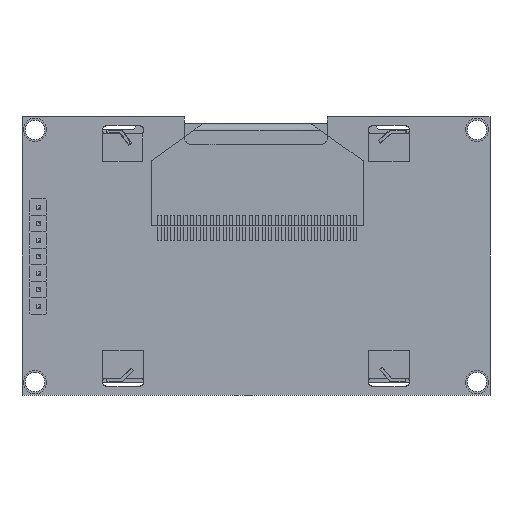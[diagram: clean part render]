
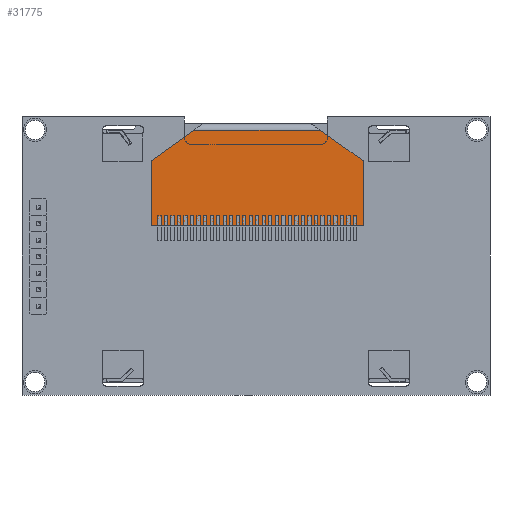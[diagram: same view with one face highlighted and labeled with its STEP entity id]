
A CAD part, front view. The second image highlights one B-rep face of the part: STEP entity #31775.
In plain terms, the highlighted planar face has unit normal (0, -1, 0).
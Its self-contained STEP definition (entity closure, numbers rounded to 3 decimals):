
#34 = B_SPLINE_CURVE_WITH_KNOTS ( 'NONE', 3,
 ( #32604, #13999, #8057, #16773 ),
 .UNSPECIFIED., .F., .F.,
 ( 4, 4 ),
 ( 0., 1. ),
 .UNSPECIFIED. ) ;
#614 = CARTESIAN_POINT ( 'NONE',  ( 49.857, -0.05, 43.152 ) ) ;
#801 = B_SPLINE_CURVE_WITH_KNOTS ( 'NONE', 3,
 ( #14207, #3558, #13677, #8426 ),
 .UNSPECIFIED., .F., .F.,
 ( 4, 4 ),
 ( 0., 1. ),
 .UNSPECIFIED. ) ;
#1152 = CARTESIAN_POINT ( 'NONE',  ( 30.335, -0.05, 43.152 ) ) ;
#2815 = CARTESIAN_POINT ( 'NONE',  ( 56.445, -0.05, 35.154 ) ) ;
#3030 = CARTESIAN_POINT ( 'NONE',  ( 54.249, -0.05, 40.042 ) ) ;
#3558 = CARTESIAN_POINT ( 'NONE',  ( 28.172, -0.05, 41.597 ) ) ;
#3663 = EDGE_CURVE ( 'NONE', #15252, #16329, #34, .T. ) ;
#4240 = DIRECTION ( 'NONE',  ( 0., 0., -1. ) ) ;
#5138 = CARTESIAN_POINT ( 'NONE',  ( 56.445, -0.05, 38.487 ) ) ;
#5825 = B_SPLINE_CURVE_WITH_KNOTS ( 'NONE', 3,
 ( #5138, #3030, #18949, #10524 ),
 .UNSPECIFIED., .F., .F.,
 ( 4, 4 ),
 ( 0., 1. ),
 .UNSPECIFIED. ) ;
#6008 = ORIENTED_EDGE ( 'NONE', *, *, #32564, .T. ) ;
#7702 = CARTESIAN_POINT ( 'NONE',  ( 56.445, -0.05, 38.487 ) ) ;
#8057 = CARTESIAN_POINT ( 'NONE',  ( 45.578, -0.05, 28.487 ) ) ;
#8426 = CARTESIAN_POINT ( 'NONE',  ( 23.845, -0.05, 38.487 ) ) ;
#9375 = EDGE_CURVE ( 'NONE', #16329, #30144, #30887, .T. ) ;
#9443 = FACE_OUTER_BOUND ( 'NONE', #15156, .T. ) ;
#9868 = EDGE_CURVE ( 'NONE', #13949, #15252, #25786, .T. ) ;
#9929 = AXIS2_PLACEMENT_3D ( 'NONE', #31354, #25595, #4240 ) ;
#10524 = CARTESIAN_POINT ( 'NONE',  ( 49.857, -0.05, 43.152 ) ) ;
#11831 = CARTESIAN_POINT ( 'NONE',  ( 36.842, -0.05, 43.152 ) ) ;
#13677 = CARTESIAN_POINT ( 'NONE',  ( 26.008, -0.05, 40.042 ) ) ;
#13949 = VERTEX_POINT ( 'NONE', #28920 ) ;
#13999 = CARTESIAN_POINT ( 'NONE',  ( 34.711, -0.05, 28.487 ) ) ;
#14191 = CARTESIAN_POINT ( 'NONE',  ( 56.445, -0.05, 28.487 ) ) ;
#14207 = CARTESIAN_POINT ( 'NONE',  ( 30.335, -0.05, 43.152 ) ) ;
#15156 = EDGE_LOOP ( 'NONE', ( #17514, #24082, #23747, #6008, #16408, #17188 ) ) ;
#15252 = VERTEX_POINT ( 'NONE', #33571 ) ;
#16329 = VERTEX_POINT ( 'NONE', #14191 ) ;
#16408 = ORIENTED_EDGE ( 'NONE', *, *, #17762, .T. ) ;
#16773 = CARTESIAN_POINT ( 'NONE',  ( 56.445, -0.05, 28.487 ) ) ;
#17188 = ORIENTED_EDGE ( 'NONE', *, *, #9868, .T. ) ;
#17218 = CARTESIAN_POINT ( 'NONE',  ( 43.35, -0.05, 43.152 ) ) ;
#17514 = ORIENTED_EDGE ( 'NONE', *, *, #3663, .T. ) ;
#17762 = EDGE_CURVE ( 'NONE', #18724, #13949, #801, .T. ) ;
#18724 = VERTEX_POINT ( 'NONE', #20006 ) ;
#18949 = CARTESIAN_POINT ( 'NONE',  ( 52.053, -0.05, 41.597 ) ) ;
#20006 = CARTESIAN_POINT ( 'NONE',  ( 30.335, -0.05, 43.152 ) ) ;
#20115 = CARTESIAN_POINT ( 'NONE',  ( 23.845, -0.05, 31.82 ) ) ;
#20870 = CARTESIAN_POINT ( 'NONE',  ( 56.445, -0.05, 28.487 ) ) ;
#22593 = CARTESIAN_POINT ( 'NONE',  ( 23.845, -0.05, 28.487 ) ) ;
#23460 = VERTEX_POINT ( 'NONE', #32324 ) ;
#23747 = ORIENTED_EDGE ( 'NONE', *, *, #30436, .T. ) ;
#24082 = ORIENTED_EDGE ( 'NONE', *, *, #9375, .T. ) ;
#25595 = DIRECTION ( 'NONE',  ( 0., -1., 0. ) ) ;
#25786 = B_SPLINE_CURVE_WITH_KNOTS ( 'NONE', 3,
 ( #30464, #27818, #20115, #22593 ),
 .UNSPECIFIED., .F., .F.,
 ( 4, 4 ),
 ( 0., 1. ),
 .UNSPECIFIED. ) ;
#27818 = CARTESIAN_POINT ( 'NONE',  ( 23.845, -0.05, 35.154 ) ) ;
#28225 = PLANE ( 'NONE',  #9929 ) ;
#28920 = CARTESIAN_POINT ( 'NONE',  ( 23.845, -0.05, 38.487 ) ) ;
#30144 = VERTEX_POINT ( 'NONE', #31830 ) ;
#30436 = EDGE_CURVE ( 'NONE', #30144, #23460, #5825, .T. ) ;
#30464 = CARTESIAN_POINT ( 'NONE',  ( 23.845, -0.05, 38.487 ) ) ;
#30887 = B_SPLINE_CURVE_WITH_KNOTS ( 'NONE', 3,
 ( #20870, #31919, #2815, #7702 ),
 .UNSPECIFIED., .F., .F.,
 ( 4, 4 ),
 ( 0., 1. ),
 .UNSPECIFIED. ) ;
#31354 = CARTESIAN_POINT ( 'NONE',  ( 23.845, -0.05, 43.152 ) ) ;
#31775 = ADVANCED_FACE ( 'NONE', ( #9443 ), #28225, .T. ) ;
#31830 = CARTESIAN_POINT ( 'NONE',  ( 56.445, -0.05, 38.487 ) ) ;
#31919 = CARTESIAN_POINT ( 'NONE',  ( 56.445, -0.05, 31.82 ) ) ;
#32324 = CARTESIAN_POINT ( 'NONE',  ( 49.857, -0.05, 43.152 ) ) ;
#32564 = EDGE_CURVE ( 'NONE', #23460, #18724, #33325, .T. ) ;
#32604 = CARTESIAN_POINT ( 'NONE',  ( 23.845, -0.05, 28.487 ) ) ;
#33325 = B_SPLINE_CURVE_WITH_KNOTS ( 'NONE', 3,
 ( #614, #17218, #11831, #1152 ),
 .UNSPECIFIED., .F., .F.,
 ( 4, 4 ),
 ( 0., 1. ),
 .UNSPECIFIED. ) ;
#33571 = CARTESIAN_POINT ( 'NONE',  ( 23.845, -0.05, 28.487 ) ) ;
